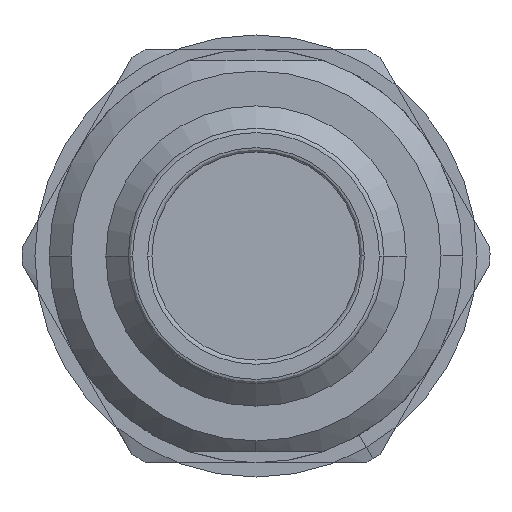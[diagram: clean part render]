
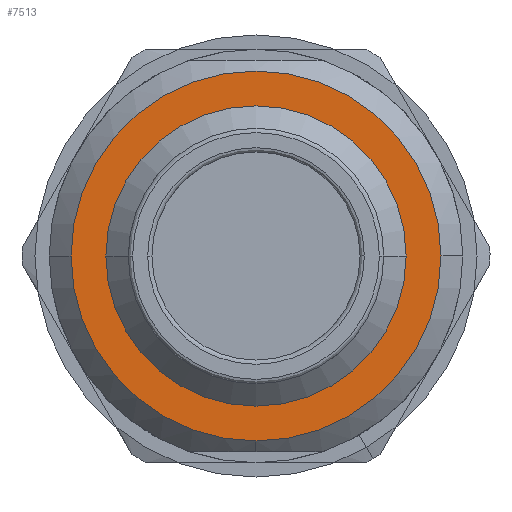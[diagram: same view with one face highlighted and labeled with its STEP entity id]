
A CAD part, left-side view. The second image highlights one B-rep face of the part: STEP entity #7513.
In plain terms, the highlighted planar face has unit normal (-1, 0, 0).
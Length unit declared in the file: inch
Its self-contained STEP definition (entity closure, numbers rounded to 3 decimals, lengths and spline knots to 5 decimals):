
#891 = EDGE_CURVE ( 'NONE', #17782, #14865, #22269, .T. ) ;
#1025 = DIRECTION ( 'NONE',  ( -1., 0., 0. ) ) ;
#1790 = CIRCLE ( 'NONE', #21101, 0.11555 ) ;
#4010 = ORIENTED_EDGE ( 'NONE', *, *, #27942, .T. ) ;
#4949 = CARTESIAN_POINT ( 'NONE',  ( 0.31496, 0., 0. ) ) ;
#7513 = ADVANCED_FACE ( 'NONE', ( #19765, #17180 ), #27725, .T. ) ;
#8556 = EDGE_CURVE ( 'NONE', #18405, #19731, #1790, .T. ) ;
#8903 = EDGE_CURVE ( 'NONE', #19469, #17782, #18343, .T. ) ;
#9567 = DIRECTION ( 'NONE',  ( 0., 0., 1. ) ) ;
#10461 = EDGE_CURVE ( 'NONE', #18405, #19731, #19414, .T. ) ;
#10804 = CARTESIAN_POINT ( 'NONE',  ( 0.31496, 0., 0. ) ) ;
#10983 = DIRECTION ( 'NONE',  ( 1., 0., 0. ) ) ;
#11571 = DIRECTION ( 'NONE',  ( 0., -1., 0. ) ) ;
#14730 = CARTESIAN_POINT ( 'NONE',  ( 0.31496, 0., -0.16732 ) ) ;
#14734 = DIRECTION ( 'NONE',  ( 0., 1., 0. ) ) ;
#14865 = VERTEX_POINT ( 'NONE', #14730 ) ;
#15243 = ORIENTED_EDGE ( 'NONE', *, *, #891, .T. ) ;
#16888 = DIRECTION ( 'NONE',  ( -1., 0., 0. ) ) ;
#17180 = FACE_OUTER_BOUND ( 'NONE', #19518, .T. ) ;
#17333 = DIRECTION ( 'NONE',  ( -1., 0., 0. ) ) ;
#17782 = VERTEX_POINT ( 'NONE', #23059 ) ;
#17998 = CARTESIAN_POINT ( 'NONE',  ( 0.31496, 0., 0. ) ) ;
#18081 = CARTESIAN_POINT ( 'NONE',  ( 0.31496, 0.11555, 0. ) ) ;
#18343 = CIRCLE ( 'NONE', #31614, 0.16732 ) ;
#18405 = VERTEX_POINT ( 'NONE', #18081 ) ;
#19414 = CIRCLE ( 'NONE', #25509, 0.11555 ) ;
#19469 = VERTEX_POINT ( 'NONE', #27577 ) ;
#19518 = EDGE_LOOP ( 'NONE', ( #31793, #15243, #4010 ) ) ;
#19731 = VERTEX_POINT ( 'NONE', #33095 ) ;
#19765 = FACE_BOUND ( 'NONE', #23889, .T. ) ;
#21101 = AXIS2_PLACEMENT_3D ( 'NONE', #30376, #16888, #27603 ) ;
#22269 = CIRCLE ( 'NONE', #27239, 0.16732 ) ;
#23059 = CARTESIAN_POINT ( 'NONE',  ( 0.31496, 0.16732, 0. ) ) ;
#23889 = EDGE_LOOP ( 'NONE', ( #28290, #29314 ) ) ;
#25509 = AXIS2_PLACEMENT_3D ( 'NONE', #10804, #10983, #29322 ) ;
#25714 = DIRECTION ( 'NONE',  ( 0., 1., 0. ) ) ;
#26056 = DIRECTION ( 'NONE',  ( -1., 0., 0. ) ) ;
#26985 = CARTESIAN_POINT ( 'NONE',  ( 0.31496, 0., 0. ) ) ;
#27239 = AXIS2_PLACEMENT_3D ( 'NONE', #4949, #26056, #25714 ) ;
#27388 = DIRECTION ( 'NONE',  ( -1., 0., 0. ) ) ;
#27577 = CARTESIAN_POINT ( 'NONE',  ( 0.31496, -0.16732, 0. ) ) ;
#27603 = DIRECTION ( 'NONE',  ( 0., 1., 0. ) ) ;
#27725 = PLANE ( 'NONE',  #28943 ) ;
#27942 = EDGE_CURVE ( 'NONE', #14865, #19469, #29747, .T. ) ;
#28290 = ORIENTED_EDGE ( 'NONE', *, *, #10461, .T. ) ;
#28622 = AXIS2_PLACEMENT_3D ( 'NONE', #17998, #17333, #14734 ) ;
#28943 = AXIS2_PLACEMENT_3D ( 'NONE', #32730, #27388, #9567 ) ;
#29314 = ORIENTED_EDGE ( 'NONE', *, *, #8556, .F. ) ;
#29322 = DIRECTION ( 'NONE',  ( 0., 1., 0. ) ) ;
#29747 = CIRCLE ( 'NONE', #28622, 0.16732 ) ;
#30376 = CARTESIAN_POINT ( 'NONE',  ( 0.31496, 0., 0. ) ) ;
#31614 = AXIS2_PLACEMENT_3D ( 'NONE', #26985, #1025, #11571 ) ;
#31793 = ORIENTED_EDGE ( 'NONE', *, *, #8903, .T. ) ;
#32730 = CARTESIAN_POINT ( 'NONE',  ( 0.31496, 0., 0. ) ) ;
#33095 = CARTESIAN_POINT ( 'NONE',  ( 0.31496, -0.11555, 0. ) ) ;
